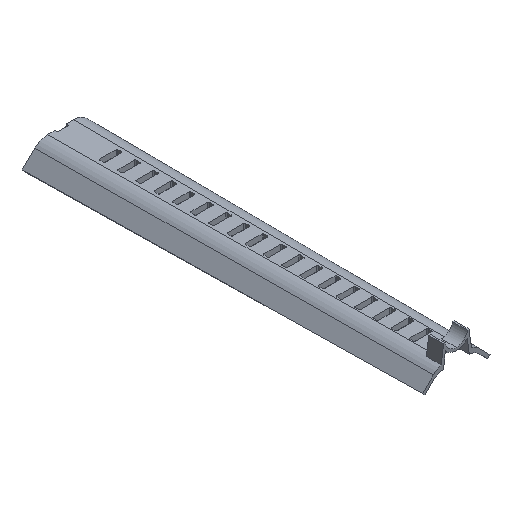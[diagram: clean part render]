
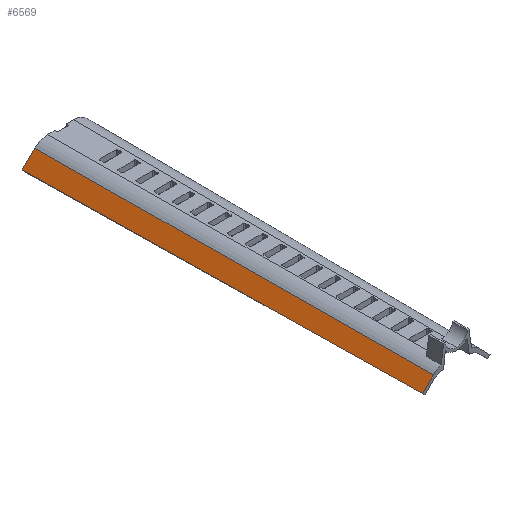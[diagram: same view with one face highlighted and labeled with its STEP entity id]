
A CAD part, isometric view. The second image highlights one B-rep face of the part: STEP entity #6569.
In plain terms, the highlighted planar face has unit normal (-0.707, -0.005, 0.707).
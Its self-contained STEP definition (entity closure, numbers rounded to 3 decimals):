
#155 = DIRECTION ( 'NONE',  ( -0.012, 1., -0.005 ) ) ;
#159 = CARTESIAN_POINT ( 'NONE',  ( -11.318, -217., 1.318 ) ) ;
#354 = VECTOR ( 'NONE', #6423, 1000. ) ;
#460 = CARTESIAN_POINT ( 'NONE',  ( -14.172, -0.015, 0.071 ) ) ;
#473 = CARTESIAN_POINT ( 'NONE',  ( -12.121, 0., 2.121 ) ) ;
#538 = EDGE_CURVE ( 'NONE', #4851, #4844, #2743, .T. ) ;
#607 = LINE ( 'NONE', #460, #354 ) ;
#804 = CARTESIAN_POINT ( 'NONE',  ( -21.121, -0.053, -6.878 ) ) ;
#965 = VERTEX_POINT ( 'NONE', #4935 ) ;
#1060 = VECTOR ( 'NONE', #2304, 1000. ) ;
#1121 = PLANE ( 'NONE',  #5867 ) ;
#1255 = VECTOR ( 'NONE', #155, 1000. ) ;
#1478 = LINE ( 'NONE', #804, #1255 ) ;
#1503 = CARTESIAN_POINT ( 'NONE',  ( -18.443, -217., -5.807 ) ) ;
#1688 = EDGE_CURVE ( 'NONE', #4844, #5941, #1478, .T. ) ;
#1803 = CARTESIAN_POINT ( 'NONE',  ( -21.121, -0.036, -6.879 ) ) ;
#1902 = ORIENTED_EDGE ( 'NONE', *, *, #538, .F. ) ;
#2304 = DIRECTION ( 'NONE',  ( -0.707, 0.006, -0.707 ) ) ;
#2429 = ORIENTED_EDGE ( 'NONE', *, *, #3254, .T. ) ;
#2743 = LINE ( 'NONE', #159, #4269 ) ;
#2964 = CARTESIAN_POINT ( 'NONE',  ( -12.121, -0.114, 2.12 ) ) ;
#3254 = EDGE_CURVE ( 'NONE', #4851, #965, #607, .T. ) ;
#3386 = EDGE_CURVE ( 'NONE', #965, #5941, #3659, .T. ) ;
#3659 = LINE ( 'NONE', #2964, #1060 ) ;
#3734 = EDGE_LOOP ( 'NONE', ( #1902, #2429, #5779, #6568 ) ) ;
#4269 = VECTOR ( 'NONE', #6110, 1000. ) ;
#4686 = CARTESIAN_POINT ( 'NONE',  ( -12.565, -217., 0.071 ) ) ;
#4844 = VERTEX_POINT ( 'NONE', #1503 ) ;
#4851 = VERTEX_POINT ( 'NONE', #4686 ) ;
#4935 = CARTESIAN_POINT ( 'NONE',  ( -14.171, -0.097, 0.071 ) ) ;
#5678 = FACE_OUTER_BOUND ( 'NONE', #3734, .T. ) ;
#5680 = DIRECTION ( 'NONE',  ( 0.707, 0., 0.707 ) ) ;
#5779 = ORIENTED_EDGE ( 'NONE', *, *, #3386, .T. ) ;
#5867 = AXIS2_PLACEMENT_3D ( 'NONE', #473, #6441, #5680 ) ;
#5941 = VERTEX_POINT ( 'NONE', #1803 ) ;
#6110 = DIRECTION ( 'NONE',  ( -0.707, 0., -0.707 ) ) ;
#6423 = DIRECTION ( 'NONE',  ( -0.007, 1., 0. ) ) ;
#6441 = DIRECTION ( 'NONE',  ( -0.707, -0.005, 0.707 ) ) ;
#6568 = ORIENTED_EDGE ( 'NONE', *, *, #1688, .F. ) ;
#6569 = ADVANCED_FACE ( 'NONE', ( #5678 ), #1121, .T. ) ;
